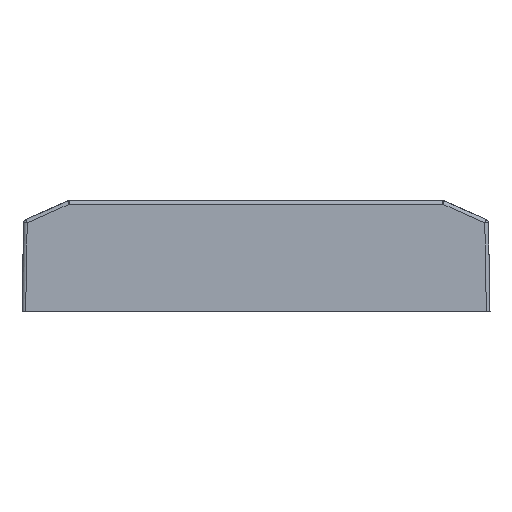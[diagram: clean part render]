
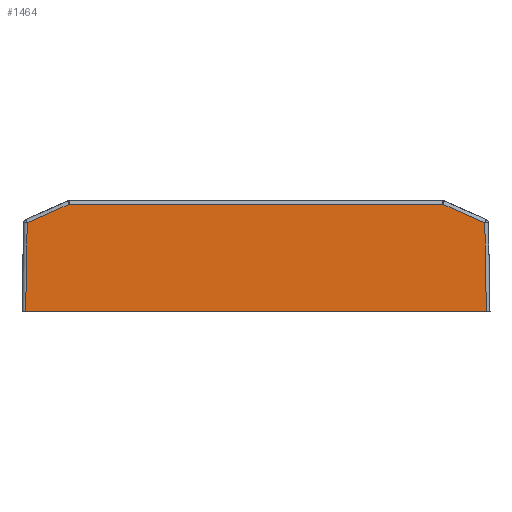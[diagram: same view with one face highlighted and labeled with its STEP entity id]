
A CAD part, front view. The second image highlights one B-rep face of the part: STEP entity #1464.
In plain terms, the highlighted planar face has unit normal (0, -1, 0.018).
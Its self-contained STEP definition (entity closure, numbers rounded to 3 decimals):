
#1464=ADVANCED_FACE('',(#5727),#5729,.T.);
#5727=FACE_BOUND('',#5728,.T.);
#5728=EDGE_LOOP('',(#9281,#9282,#9283,#9284,#9285,#9286));
#5729=PLANE('',#5730);
#5730=AXIS2_PLACEMENT_3D('',#5731,#5732,#5733);
#5731=CARTESIAN_POINT('',(-38.45,-15.2,0.));
#5732=DIRECTION('',(0.,-1.,0.017));
#5733=DIRECTION('',(0.,-0.017,-1.));
#9281=ORIENTED_EDGE('',*,*,#11636,.T.);
#9282=ORIENTED_EDGE('',*,*,#11637,.T.);
#9283=ORIENTED_EDGE('',*,*,#11490,.F.);
#9284=ORIENTED_EDGE('',*,*,#11638,.T.);
#9285=ORIENTED_EDGE('',*,*,#11639,.T.);
#9286=ORIENTED_EDGE('',*,*,#11626,.T.);
#11490=EDGE_CURVE('',#13132,#13133,#13134,.T.);
#11626=EDGE_CURVE('',#13376,#13374,#13377,.T.);
#11636=EDGE_CURVE('',#13374,#13391,#13392,.T.);
#11637=EDGE_CURVE('',#13391,#13133,#13393,.T.);
#11638=EDGE_CURVE('',#13132,#13394,#13395,.T.);
#11639=EDGE_CURVE('',#13394,#13376,#13396,.T.);
#13132=VERTEX_POINT('',#16242);
#13133=VERTEX_POINT('',#16243);
#13134=LINE('',#16244,#16245);
#13374=VERTEX_POINT('',#16780);
#13376=VERTEX_POINT('',#16785);
#13377=LINE('',#16786,#16787);
#13391=VERTEX_POINT('',#16825);
#13392=LINE('',#16826,#16827);
#13393=LINE('',#16829,#16830);
#13394=VERTEX_POINT('',#16832);
#13395=LINE('',#16833,#16834);
#13396=LINE('',#16836,#16837);
#16242=CARTESIAN_POINT('',(37.85,-15.2,0.));
#16243=CARTESIAN_POINT('',(-37.85,-15.2,0.));
#16244=CARTESIAN_POINT('',(37.85,-15.2,0.));
#16245=VECTOR('',#16246,1.);
#16246=DIRECTION('',(-1.,0.,0.));
#16780=CARTESIAN_POINT('',(-30.705,-14.893,17.61));
#16785=CARTESIAN_POINT('',(30.705,-14.893,17.61));
#16786=CARTESIAN_POINT('',(30.705,-14.893,17.61));
#16787=VECTOR('',#16788,1.);
#16788=DIRECTION('',(-1.,0.,0.));
#16825=CARTESIAN_POINT('',(-37.596,-14.946,14.542));
#16826=CARTESIAN_POINT('',(-30.705,-14.893,17.61));
#16827=VECTOR('',#16828,1.);
#16828=DIRECTION('',(-0.914,-0.007,-0.407));
#16829=CARTESIAN_POINT('',(-37.596,-14.946,14.542));
#16830=VECTOR('',#16831,1.);
#16831=DIRECTION('',(-0.017,-0.017,-1.));
#16832=CARTESIAN_POINT('',(37.596,-14.946,14.542));
#16833=CARTESIAN_POINT('',(37.85,-15.2,0.));
#16834=VECTOR('',#16835,1.);
#16835=DIRECTION('',(-0.017,0.017,1.));
#16836=CARTESIAN_POINT('',(37.596,-14.946,14.542));
#16837=VECTOR('',#16838,1.);
#16838=DIRECTION('',(-0.914,0.007,0.407));
